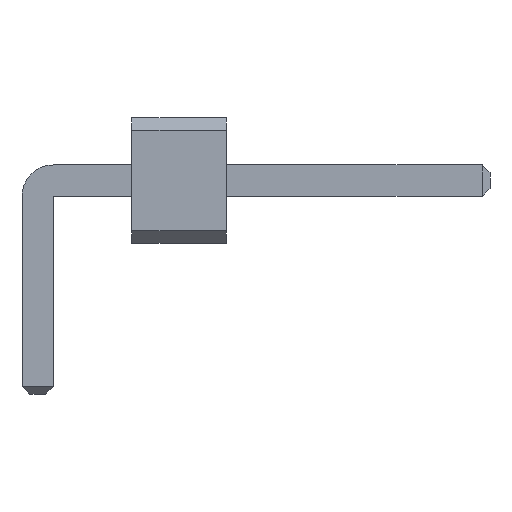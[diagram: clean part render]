
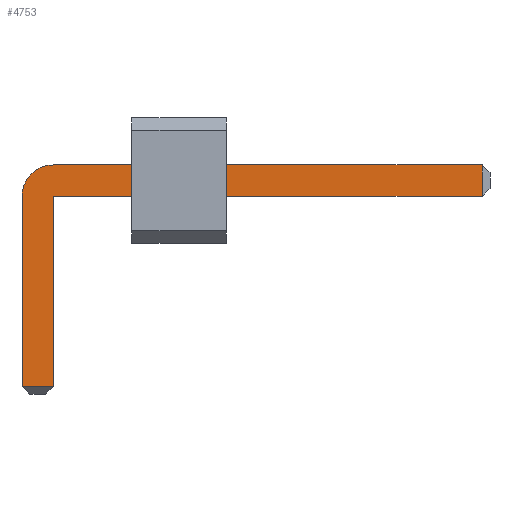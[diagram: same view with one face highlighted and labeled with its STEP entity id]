
A CAD part, front view. The second image highlights one B-rep face of the part: STEP entity #4753.
In plain terms, the highlighted planar face has unit normal (0, -1, 0).
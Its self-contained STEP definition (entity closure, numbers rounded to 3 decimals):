
#13=DIRECTION('',(0.,0.,1.));
#27=VECTOR('',#28,1.);
#28=DIRECTION('',(1.,0.,0.));
#2158=VECTOR('',#13,1.);
#2200=DIRECTION('',(0.,1.,0.));
#4567=VECTOR('',#4568,1.);
#4568=DIRECTION('',(0.,0.,-1.));
#4575=VECTOR('',#4576,1.);
#4576=DIRECTION('',(-1.,0.,0.));
#4597=DIRECTION('',(-0.,1.,0.));
#4607=VERTEX_POINT('',#4608);
#4608=CARTESIAN_POINT('',(0.25,-72.25,1.25));
#4610=ORIENTED_EDGE('',*,*,#4611,.T.);
#4611=EDGE_CURVE('',#4607,#4612,#4614,.T.);
#4612=VERTEX_POINT('',#4613);
#4613=CARTESIAN_POINT('',(7.075,-72.25,1.25));
#4614=LINE('',#4615,#27);
#4615=CARTESIAN_POINT('',(-0.25,-72.25,1.25));
#4651=EDGE_CURVE('',#4652,#4607,#4654,.T.);
#4652=VERTEX_POINT('',#4653);
#4653=CARTESIAN_POINT('',(-0.25,-72.25,0.75));
#4654=CIRCLE('',#4655,0.5);
#4655=AXIS2_PLACEMENT_3D('',#4656,#4597,#4568);
#4656=CARTESIAN_POINT('',(0.25,-72.25,0.75));
#4668=VERTEX_POINT('',#4669);
#4669=CARTESIAN_POINT('',(7.075,-72.25,0.75));
#4671=ORIENTED_EDGE('',*,*,#4672,.T.);
#4672=EDGE_CURVE('',#4668,#4673,#4674,.T.);
#4673=VERTEX_POINT('',#4656);
#4674=LINE('',#4675,#4575);
#4675=CARTESIAN_POINT('',(7.2,-72.25,0.75));
#4687=VERTEX_POINT('',#4688);
#4688=CARTESIAN_POINT('',(-0.25,-72.25,-2.275));
#4690=ORIENTED_EDGE('',*,*,#4691,.T.);
#4691=EDGE_CURVE('',#4687,#4652,#4692,.T.);
#4692=LINE('',#4693,#2158);
#4693=CARTESIAN_POINT('',(-0.25,-72.25,-2.4));
#4701=ORIENTED_EDGE('',*,*,#4702,.T.);
#4702=EDGE_CURVE('',#4673,#4703,#4705,.T.);
#4703=VERTEX_POINT('',#4704);
#4704=CARTESIAN_POINT('',(0.25,-72.25,-2.275));
#4705=LINE('',#4656,#4567);
#4753=ADVANCED_FACE('',(#4754),#4763,.F.);
#4754=FACE_BOUND('',#4755,.F.);
#4755=EDGE_LOOP('',(#4610,#4756,#4671,#4701,#4759,#4690,#4762));
#4756=ORIENTED_EDGE('',*,*,#4757,.T.);
#4757=EDGE_CURVE('',#4612,#4668,#4758,.T.);
#4758=LINE('',#4613,#4567);
#4759=ORIENTED_EDGE('',*,*,#4760,.T.);
#4760=EDGE_CURVE('',#4703,#4687,#4761,.T.);
#4761=LINE('',#4704,#4575);
#4762=ORIENTED_EDGE('',*,*,#4651,.T.);
#4763=PLANE('',#4764);
#4764=AXIS2_PLACEMENT_3D('',#4765,#2200,#13);
#4765=CARTESIAN_POINT('',(2.489,-72.25,0.411));
